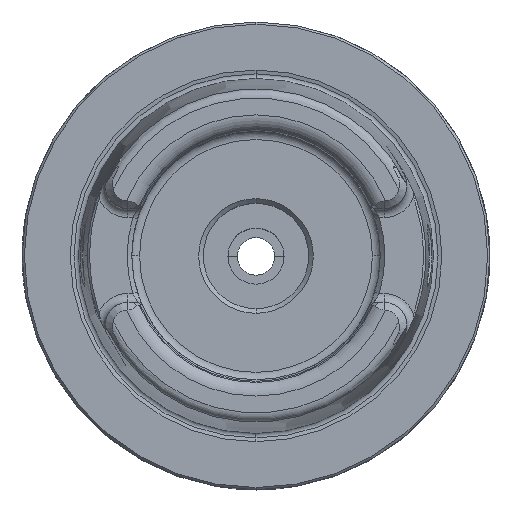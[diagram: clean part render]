
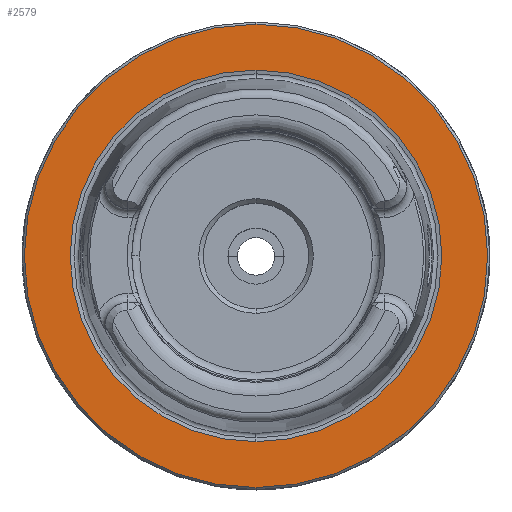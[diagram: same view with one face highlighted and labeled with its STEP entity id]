
A CAD part, top view. The second image highlights one B-rep face of the part: STEP entity #2579.
In plain terms, the highlighted planar face has unit normal (0, 0, 1).
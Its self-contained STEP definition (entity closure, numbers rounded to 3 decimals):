
#2577=EDGE_CURVE('NONE',#3021,#5479,#6428,.F.);
#2579=ADVANCED_FACE('NONE',(#6430,#6431),#6432,.F.);
#3021=VERTEX_POINT('NONE',#6920);
#3107=EDGE_CURVE('NONE',#5479,#3021,#7012,.T.);
#3195=VERTEX_POINT('NONE',#7110);
#4629=EDGE_CURVE('Kante11',#5137,#3195,#8697,.T.);
#5137=VERTEX_POINT('NONE',#9254);
#5479=VERTEX_POINT('NONE',#9631);
#5593=EDGE_CURVE('Kante11',#3195,#5137,#9755,.T.);
#6428=CIRCLE('',#11328,39.697);
#6430=FACE_OUTER_BOUND('',#11330,.T.);
#6431=FACE_BOUND('',#11331,.T.);
#6432=PLANE('',#11332);
#6920=CARTESIAN_POINT('',(0.0,39.697,0.));
#7012=CIRCLE('',#12958,39.697);
#7110=CARTESIAN_POINT('',(0.,49.495,0.));
#8697=CIRCLE('',#16974,49.495);
#9254=CARTESIAN_POINT('',(0.0,-49.495,0.));
#9631=CARTESIAN_POINT('',(0.,-39.697,0.));
#9755=CIRCLE('',#19453,49.495);
#11328=AXIS2_PLACEMENT_3D('',#20602,#20603,#20604);
#11330=EDGE_LOOP('',(#20606,#20607));
#11331=EDGE_LOOP('',(#20608,#20609));
#11332=AXIS2_PLACEMENT_3D('',#20610,#20611,#20612);
#12958=AXIS2_PLACEMENT_3D('',#21251,#21252,#21253);
#16974=AXIS2_PLACEMENT_3D('',#23155,#23156,#23157);
#19453=AXIS2_PLACEMENT_3D('',#24333,#24334,#24335);
#20602=CARTESIAN_POINT('',(0.0,0.,0.));
#20603=DIRECTION('',(0.0,0.0,-1.0));
#20604=DIRECTION('',(0.0,1.0,0.0));
#20606=ORIENTED_EDGE('',*,*,#4629,.T.);
#20607=ORIENTED_EDGE('',*,*,#5593,.T.);
#20608=ORIENTED_EDGE('',*,*,#2577,.F.);
#20609=ORIENTED_EDGE('',*,*,#3107,.F.);
#20610=CARTESIAN_POINT('',(0.0,-38.483,0.));
#20611=DIRECTION('',(0.0,0.0,-1.0));
#20612=DIRECTION('',(0.0,-1.0,0.0));
#21251=CARTESIAN_POINT('',(0.0,0.,0.));
#21252=DIRECTION('',(0.0,0.0,1.0));
#21253=DIRECTION('',(0.0,1.0,-0.0));
#23155=CARTESIAN_POINT('',(0.0,0.,0.));
#23156=DIRECTION('',(0.0,0.0,1.0));
#23157=DIRECTION('',(0.0,-1.0,0.0));
#24333=CARTESIAN_POINT('',(0.0,0.,0.));
#24334=DIRECTION('',(0.0,0.0,1.0));
#24335=DIRECTION('',(0.0,-1.0,0.0));
